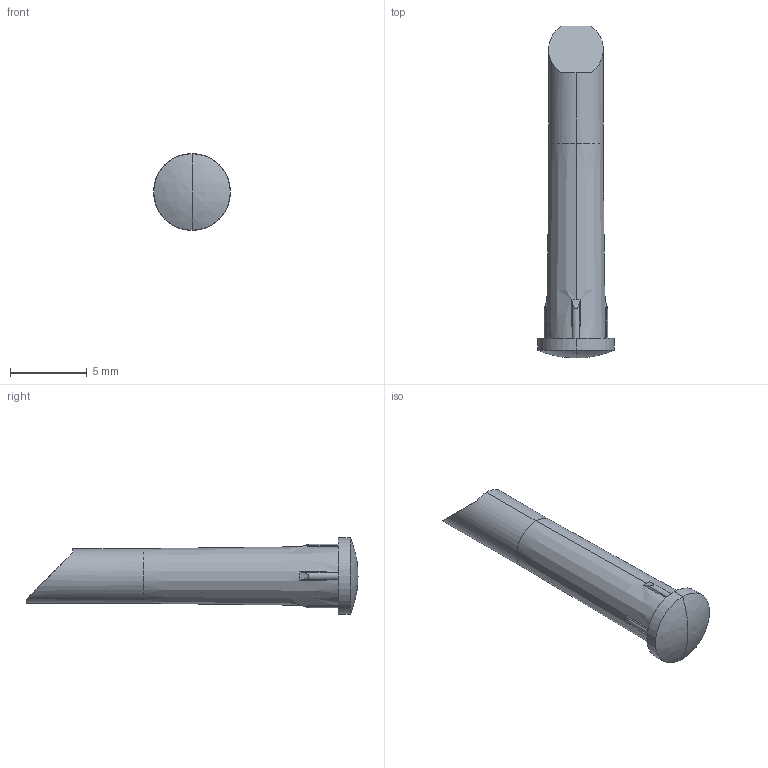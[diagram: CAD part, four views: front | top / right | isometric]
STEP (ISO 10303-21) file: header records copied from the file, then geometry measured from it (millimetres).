
FILE_DESCRIPTION((''),'2;1');
FILE_NAME('51513620800F','2018-10-19T',('dichosle'),(''),'PRO/ENGINEER BY PARAMETRIC TECHNOLOGY CORPORATION, 2014000','PRO/ENGINEER BY PARAMETRIC TECHNOLOGY CORPORATION, 2014000','');
FILE_SCHEMA(('CONFIG_CONTROL_DESIGN'));
Length unit declared in the file: inch
Products named in the file (1): 51513620800F
Bounding box: 5 x 21.59 x 5 mm (x, y, z)
Volume: 218.3 mm3; surface area: 271 mm2
Topology: 1 solids, 1 shells, 28 faces, 74 edges, 47 vertices
Faces by surface type: plane 12, cone 8, cylinder 6, bspline 2
Entity records: 1060 total; most frequent: CARTESIAN_POINT 361, ORIENTED_EDGE 144, DIRECTION 128, EDGE_CURVE 72, AXIS2_PLACEMENT_3D 52, VERTEX_POINT 47, EDGE_LOOP 29, FACE_OUTER_BOUND 28
